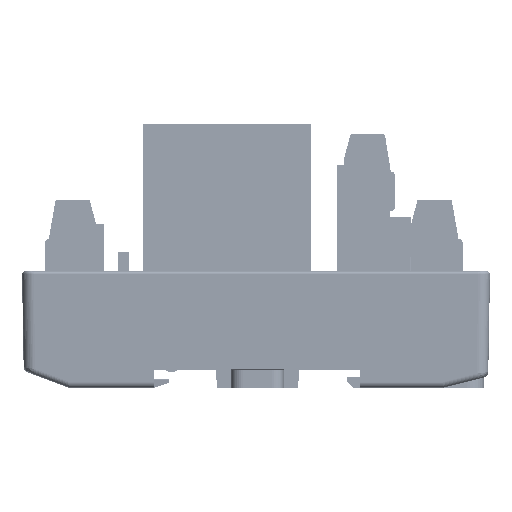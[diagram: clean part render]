
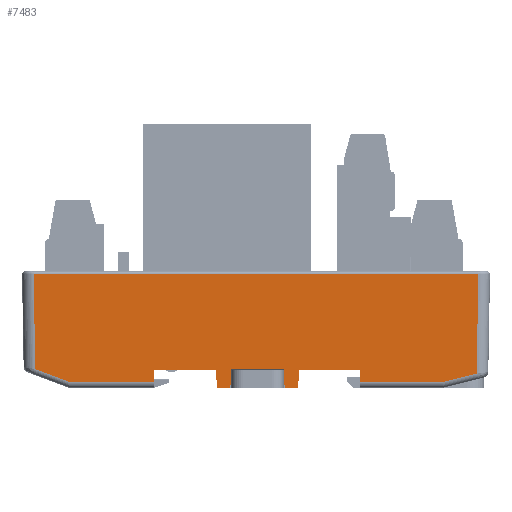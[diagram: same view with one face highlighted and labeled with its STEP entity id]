
A CAD part, front view. The second image highlights one B-rep face of the part: STEP entity #7483.
In plain terms, the highlighted planar face has unit normal (0, -1, -0.018).
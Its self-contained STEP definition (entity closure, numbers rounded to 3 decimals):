
#2982=FACE_OUTER_BOUND('',#37867,.T.);
#7483=ADVANCED_FACE('',(#2982),#12345,.T.);
#12345=PLANE('',#91817);
#17357=LINE('',#120633,#27209);
#17365=LINE('',#120653,#27217);
#17517=LINE('',#121000,#27369);
#17584=LINE('',#121144,#27436);
#17588=LINE('',#121152,#27440);
#17589=LINE('',#121154,#27441);
#17595=LINE('',#121168,#27447);
#17627=LINE('',#121235,#27479);
#17628=LINE('',#121264,#27480);
#17629=LINE('',#121270,#27481);
#17633=LINE('',#121280,#27485);
#17635=LINE('',#121285,#27487);
#17636=LINE('',#121287,#27488);
#17640=LINE('',#121294,#27492);
#17641=LINE('',#121296,#27493);
#17642=LINE('',#121298,#27494);
#17646=LINE('',#121305,#27498);
#17647=LINE('',#121307,#27499);
#17648=LINE('',#121310,#27500);
#17649=LINE('',#121311,#27501);
#27209=VECTOR('',#98119,1.);
#27217=VECTOR('',#98131,1.);
#27369=VECTOR('',#98347,1.);
#27436=VECTOR('',#98474,1.);
#27440=VECTOR('',#98480,1.);
#27441=VECTOR('',#98483,1.);
#27447=VECTOR('',#98493,1.);
#27479=VECTOR('',#98551,1.);
#27480=VECTOR('',#98556,1.);
#27481=VECTOR('',#98563,1.);
#27485=VECTOR('',#98577,1.);
#27487=VECTOR('',#98585,1.);
#27488=VECTOR('',#98588,1.);
#27492=VECTOR('',#98598,1.);
#27493=VECTOR('',#98601,1.);
#27494=VECTOR('',#98604,1.);
#27498=VECTOR('',#98614,1.);
#27499=VECTOR('',#98617,1.);
#27500=VECTOR('',#98618,1.);
#27501=VECTOR('',#98619,1.);
#37867=EDGE_LOOP('',(#43954,#43955,#43956,#43957,#43958,#43959,#43960,#43961,
#43962,#43963,#43964,#43965,#43966,#43967,#43968,#43969,#43970,#43971,#43972,
#43973));
#43954=ORIENTED_EDGE('',*,*,#78034,.T.);
#43955=ORIENTED_EDGE('',*,*,#78035,.T.);
#43956=ORIENTED_EDGE('',*,*,#78008,.T.);
#43957=ORIENTED_EDGE('',*,*,#78012,.T.);
#43958=ORIENTED_EDGE('',*,*,#78015,.T.);
#43959=ORIENTED_EDGE('',*,*,#78022,.F.);
#43960=ORIENTED_EDGE('',*,*,#77720,.F.);
#43961=ORIENTED_EDGE('',*,*,#78023,.F.);
#43962=ORIENTED_EDGE('',*,*,#77974,.F.);
#43963=ORIENTED_EDGE('',*,*,#78027,.T.);
#43964=ORIENTED_EDGE('',*,*,#77967,.T.);
#43965=ORIENTED_EDGE('',*,*,#78028,.F.);
#43966=ORIENTED_EDGE('',*,*,#77966,.T.);
#43967=ORIENTED_EDGE('',*,*,#78029,.T.);
#43968=ORIENTED_EDGE('',*,*,#77962,.F.);
#43969=ORIENTED_EDGE('',*,*,#78033,.T.);
#43970=ORIENTED_EDGE('',*,*,#77710,.F.);
#43971=ORIENTED_EDGE('',*,*,#77891,.F.);
#43972=ORIENTED_EDGE('',*,*,#78020,.T.);
#43973=ORIENTED_EDGE('',*,*,#78036,.T.);
#69228=VERTEX_POINT('',#120632);
#69229=VERTEX_POINT('',#120634);
#69238=VERTEX_POINT('',#120652);
#69239=VERTEX_POINT('',#120654);
#69385=VERTEX_POINT('',#120999);
#69432=VERTEX_POINT('',#121143);
#69433=VERTEX_POINT('',#121145);
#69434=VERTEX_POINT('',#121149);
#69435=VERTEX_POINT('',#121151);
#69436=VERTEX_POINT('',#121155);
#69437=VERTEX_POINT('',#121156);
#69438=VERTEX_POINT('',#121161);
#69441=VERTEX_POINT('',#121167);
#69464=VERTEX_POINT('',#121236);
#69465=VERTEX_POINT('',#121237);
#69466=VERTEX_POINT('',#121265);
#69467=VERTEX_POINT('',#121269);
#69468=VERTEX_POINT('',#121279);
#69469=VERTEX_POINT('',#121308);
#69470=VERTEX_POINT('',#121309);
#77710=EDGE_CURVE('',#69228,#69229,#17357,.T.);
#77720=EDGE_CURVE('',#69238,#69239,#17365,.T.);
#77891=EDGE_CURVE('',#69385,#69228,#17517,.T.);
#77962=EDGE_CURVE('',#69432,#69433,#17584,.T.);
#77966=EDGE_CURVE('',#69434,#69435,#17588,.T.);
#77967=EDGE_CURVE('',#69436,#69437,#17589,.T.);
#77974=EDGE_CURVE('',#69441,#69438,#17595,.T.);
#78008=EDGE_CURVE('',#69464,#69465,#17627,.T.);
#78012=EDGE_CURVE('',#69465,#69466,#17628,.T.);
#78015=EDGE_CURVE('',#69466,#69467,#17629,.T.);
#78020=EDGE_CURVE('',#69385,#69468,#17633,.T.);
#78022=EDGE_CURVE('',#69239,#69467,#17635,.T.);
#78023=EDGE_CURVE('',#69438,#69238,#17636,.T.);
#78027=EDGE_CURVE('',#69441,#69436,#17640,.T.);
#78028=EDGE_CURVE('',#69434,#69437,#17641,.T.);
#78029=EDGE_CURVE('',#69435,#69433,#17642,.T.);
#78033=EDGE_CURVE('',#69432,#69229,#17646,.T.);
#78034=EDGE_CURVE('',#69469,#69470,#17647,.T.);
#78035=EDGE_CURVE('',#69470,#69464,#17648,.T.);
#78036=EDGE_CURVE('',#69468,#69469,#17649,.T.);
#91817=AXIS2_PLACEMENT_3D('',#121312,#98620,#98621);
#98119=DIRECTION('',(-1.,0.,0.));
#98131=DIRECTION('',(-1.,0.,0.));
#98347=DIRECTION('',(-0.017,-0.017,1.));
#98474=DIRECTION('',(-1.,0.,0.));
#98480=DIRECTION('',(0.,0.017,-1.));
#98483=DIRECTION('',(0.,-0.017,1.));
#98493=DIRECTION('',(-1.,0.,0.));
#98551=DIRECTION('',(0.017,0.017,-1.));
#98556=DIRECTION('',(0.936,0.006,-0.351));
#98563=DIRECTION('',(1.,0.,0.));
#98577=DIRECTION('',(1.,0.,0.));
#98585=DIRECTION('',(-0.017,0.017,-1.));
#98588=DIRECTION('',(-0.035,-0.017,0.999));
#98598=DIRECTION('',(0.035,-0.017,0.999));
#98601=DIRECTION('',(-1.,0.,0.));
#98604=DIRECTION('',(0.035,0.017,-0.999));
#98614=DIRECTION('',(0.035,-0.017,0.999));
#98617=DIRECTION('',(0.017,-0.017,1.));
#98618=DIRECTION('',(-1.,0.,0.));
#98619=DIRECTION('',(0.97,-0.004,0.243));
#98620=DIRECTION('',(0.,-1.,-0.017));
#98621=DIRECTION('',(0.,-0.017,1.));
#120632=CARTESIAN_POINT('',(38.587,108.742,-16.491));
#120633=CARTESIAN_POINT('',(20.738,108.742,-16.491));
#120634=CARTESIAN_POINT('',(28.101,108.742,-16.491));
#120652=CARTESIAN_POINT('',(13.892,108.742,-16.491));
#120653=CARTESIAN_POINT('',(20.738,108.742,-16.491));
#120654=CARTESIAN_POINT('',(3.256,108.742,-16.491));
#120999=CARTESIAN_POINT('',(38.623,108.777,-18.509));
#121000=CARTESIAN_POINT('',(38.598,108.753,-17.12));
#121143=CARTESIAN_POINT('',(27.997,108.794,-19.491));
#121144=CARTESIAN_POINT('',(20.997,108.794,-19.491));
#121145=CARTESIAN_POINT('',(25.651,108.794,-19.491));
#121149=CARTESIAN_POINT('',(25.547,108.737,-16.207));
#121151=CARTESIAN_POINT('',(25.547,108.742,-16.491));
#121152=CARTESIAN_POINT('',(25.547,108.445,0.511));
#121154=CARTESIAN_POINT('',(16.447,108.445,0.511));
#121155=CARTESIAN_POINT('',(16.447,108.742,-16.491));
#121156=CARTESIAN_POINT('',(16.447,108.737,-16.207));
#121161=CARTESIAN_POINT('',(13.997,108.794,-19.491));
#121167=CARTESIAN_POINT('',(16.342,108.794,-19.491));
#121168=CARTESIAN_POINT('',(20.997,108.794,-19.491));
#121235=CARTESIAN_POINT('',(-17.459,108.457,-0.155));
#121236=CARTESIAN_POINT('',(-17.462,108.454,0.));
#121237=CARTESIAN_POINT('',(-17.178,108.738,-16.301));
#121264=CARTESIAN_POINT('',(10.534,108.92,-26.692));
#121265=CARTESIAN_POINT('',(-11.289,108.777,-18.509));
#121269=CARTESIAN_POINT('',(3.221,108.777,-18.509));
#121270=CARTESIAN_POINT('',(20.738,108.777,-18.509));
#121279=CARTESIAN_POINT('',(52.824,108.777,-18.509));
#121280=CARTESIAN_POINT('',(20.738,108.777,-18.509));
#121285=CARTESIAN_POINT('',(3.558,108.44,0.811));
#121287=CARTESIAN_POINT('',(13.307,108.449,0.252));
#121294=CARTESIAN_POINT('',(17.045,108.443,0.64));
#121296=CARTESIAN_POINT('',(-188.449,108.737,-16.207));
#121298=CARTESIAN_POINT('',(24.948,108.442,0.658));
#121305=CARTESIAN_POINT('',(27.99,108.797,-19.666));
#121307=CARTESIAN_POINT('',(58.948,108.444,0.544));
#121308=CARTESIAN_POINT('',(58.641,108.752,-17.055));
#121309=CARTESIAN_POINT('',(58.939,108.454,0.));
#121310=CARTESIAN_POINT('',(-17.471,108.454,0.));
#121311=CARTESIAN_POINT('',(27.103,108.889,-24.939));
#121312=CARTESIAN_POINT('',(20.738,108.445,0.511));
